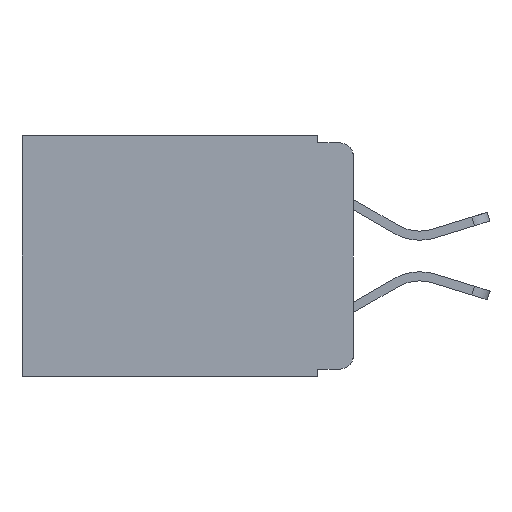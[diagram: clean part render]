
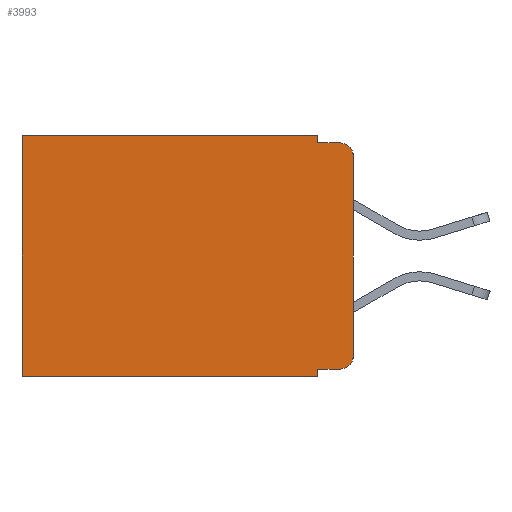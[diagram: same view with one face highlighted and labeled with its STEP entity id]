
A CAD part, left-side view. The second image highlights one B-rep face of the part: STEP entity #3993.
In plain terms, the highlighted planar face has unit normal (-1, 0, 0).
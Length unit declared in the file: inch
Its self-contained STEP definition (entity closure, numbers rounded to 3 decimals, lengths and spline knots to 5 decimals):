
#505 = CARTESIAN_POINT ( 'NONE',  ( 0.298, 0.051, -0.01 ) ) ;
#603 = CARTESIAN_POINT ( 'NONE',  ( 0.298, 0.051, -0.01 ) ) ;
#1037 = ORIENTED_EDGE ( 'NONE', *, *, #3574, .F. ) ;
#1347 = EDGE_CURVE ( 'NONE', #6287, #4050, #9616, .T. ) ;
#1476 = DIRECTION ( 'NONE',  ( 0., 1., 0. ) ) ;
#1656 = EDGE_CURVE ( 'NONE', #4599, #4756, #10070, .T. ) ;
#1712 = DIRECTION ( 'NONE',  ( 0., 0., -1. ) ) ;
#1917 = LINE ( 'NONE', #8210, #12494 ) ;
#1922 = VERTEX_POINT ( 'NONE', #4146 ) ;
#1934 = EDGE_CURVE ( 'NONE', #12492, #12184, #16047, .T. ) ;
#2347 = CARTESIAN_POINT ( 'NONE',  ( 0.298, 0.02, -0.333 ) ) ;
#2733 = PLANE ( 'NONE',  #11039 ) ;
#2923 = CARTESIAN_POINT ( 'NONE',  ( 0.298, 0.02, -0.03 ) ) ;
#2962 = CARTESIAN_POINT ( 'NONE',  ( 0.298, 0., -0.343 ) ) ;
#3314 = LINE ( 'NONE', #603, #5766 ) ;
#3493 = DIRECTION ( 'NONE',  ( 0., -1., 0. ) ) ;
#3522 = AXIS2_PLACEMENT_3D ( 'NONE', #2923, #4397, #4560 ) ;
#3574 = EDGE_CURVE ( 'NONE', #4599, #6287, #5542, .T. ) ;
#3993 = ADVANCED_FACE ( 'NONE', ( #4036 ), #2733, .F. ) ;
#4009 = EDGE_CURVE ( 'NONE', #4756, #1922, #15821, .T. ) ;
#4036 = FACE_OUTER_BOUND ( 'NONE', #6887, .T. ) ;
#4050 = VERTEX_POINT ( 'NONE', #8406 ) ;
#4146 = CARTESIAN_POINT ( 'NONE',  ( 0.298, 0., -0.313 ) ) ;
#4319 = VECTOR ( 'NONE', #7010, 39.37008 ) ;
#4326 = CARTESIAN_POINT ( 'NONE',  ( 0.298, 0., 0. ) ) ;
#4358 = DIRECTION ( 'NONE',  ( 0., 1., 0. ) ) ;
#4397 = DIRECTION ( 'NONE',  ( -1., 0., 0. ) ) ;
#4481 = CARTESIAN_POINT ( 'NONE',  ( 0.298, 0.051, 0. ) ) ;
#4494 = VECTOR ( 'NONE', #1476, 39.37008 ) ;
#4525 = CARTESIAN_POINT ( 'NONE',  ( 0.298, 0.051, -0.333 ) ) ;
#4560 = DIRECTION ( 'NONE',  ( 0., 0., -1. ) ) ;
#4599 = VERTEX_POINT ( 'NONE', #4525 ) ;
#4687 = DIRECTION ( 'NONE',  ( 0., 0., -1. ) ) ;
#4756 = VERTEX_POINT ( 'NONE', #2347 ) ;
#5043 = ORIENTED_EDGE ( 'NONE', *, *, #9061, .T. ) ;
#5542 = LINE ( 'NONE', #4481, #4319 ) ;
#5766 = VECTOR ( 'NONE', #3493, 39.37008 ) ;
#5963 = EDGE_CURVE ( 'NONE', #15252, #4050, #12480, .T. ) ;
#6287 = VERTEX_POINT ( 'NONE', #16673 ) ;
#6640 = VERTEX_POINT ( 'NONE', #13426 ) ;
#6887 = EDGE_LOOP ( 'NONE', ( #13545, #5043, #16967, #15736, #8439, #10376, #10325, #1037, #15084, #13661 ) ) ;
#7010 = DIRECTION ( 'NONE',  ( 0., 0., -1. ) ) ;
#7431 = VECTOR ( 'NONE', #1712, 39.37008 ) ;
#8137 = CARTESIAN_POINT ( 'NONE',  ( 0.298, 0., -0.03 ) ) ;
#8155 = VERTEX_POINT ( 'NONE', #8137 ) ;
#8210 = CARTESIAN_POINT ( 'NONE',  ( 0.298, 0., 0. ) ) ;
#8406 = CARTESIAN_POINT ( 'NONE',  ( 0.298, 0.473, -0.343 ) ) ;
#8439 = ORIENTED_EDGE ( 'NONE', *, *, #12122, .T. ) ;
#8455 = CARTESIAN_POINT ( 'NONE',  ( 0.298, 0.473, 0. ) ) ;
#9061 = EDGE_CURVE ( 'NONE', #8155, #6640, #11058, .T. ) ;
#9485 = DIRECTION ( 'NONE',  ( 0., 0., -1. ) ) ;
#9573 = EDGE_CURVE ( 'NONE', #12184, #6640, #3314, .T. ) ;
#9616 = LINE ( 'NONE', #2962, #4494 ) ;
#10070 = LINE ( 'NONE', #16882, #10914 ) ;
#10325 = ORIENTED_EDGE ( 'NONE', *, *, #1347, .F. ) ;
#10331 = DIRECTION ( 'NONE',  ( 0., -1., 0. ) ) ;
#10376 = ORIENTED_EDGE ( 'NONE', *, *, #5963, .T. ) ;
#10489 = AXIS2_PLACEMENT_3D ( 'NONE', #12064, #13488, #10755 ) ;
#10509 = CARTESIAN_POINT ( 'NONE',  ( 0.298, 0.051, 0. ) ) ;
#10755 = DIRECTION ( 'NONE',  ( 0., 0., -1. ) ) ;
#10914 = VECTOR ( 'NONE', #10331, 39.37008 ) ;
#11039 = AXIS2_PLACEMENT_3D ( 'NONE', #15672, #14363, #15058 ) ;
#11058 = CIRCLE ( 'NONE', #3522, 0.02 ) ;
#11327 = CARTESIAN_POINT ( 'NONE',  ( 0.298, 0.473, 0. ) ) ;
#11376 = EDGE_CURVE ( 'NONE', #8155, #1922, #16309, .T. ) ;
#12064 = CARTESIAN_POINT ( 'NONE',  ( 0.298, 0.02, -0.313 ) ) ;
#12122 = EDGE_CURVE ( 'NONE', #12492, #15252, #1917, .T. ) ;
#12184 = VERTEX_POINT ( 'NONE', #505 ) ;
#12243 = VECTOR ( 'NONE', #4687, 39.37008 ) ;
#12480 = LINE ( 'NONE', #11327, #12243 ) ;
#12492 = VERTEX_POINT ( 'NONE', #14734 ) ;
#12494 = VECTOR ( 'NONE', #4358, 39.37008 ) ;
#13426 = CARTESIAN_POINT ( 'NONE',  ( 0.298, 0.02, -0.01 ) ) ;
#13488 = DIRECTION ( 'NONE',  ( -1., 0., 0. ) ) ;
#13545 = ORIENTED_EDGE ( 'NONE', *, *, #11376, .F. ) ;
#13661 = ORIENTED_EDGE ( 'NONE', *, *, #4009, .T. ) ;
#14009 = VECTOR ( 'NONE', #9485, 39.37008 ) ;
#14363 = DIRECTION ( 'NONE',  ( 1., 0., 0. ) ) ;
#14734 = CARTESIAN_POINT ( 'NONE',  ( 0.298, 0.051, 0. ) ) ;
#15058 = DIRECTION ( 'NONE',  ( 0., 0., -1. ) ) ;
#15084 = ORIENTED_EDGE ( 'NONE', *, *, #1656, .T. ) ;
#15252 = VERTEX_POINT ( 'NONE', #8455 ) ;
#15672 = CARTESIAN_POINT ( 'NONE',  ( 0.298, 0., 0. ) ) ;
#15736 = ORIENTED_EDGE ( 'NONE', *, *, #1934, .F. ) ;
#15821 = CIRCLE ( 'NONE', #10489, 0.02 ) ;
#16047 = LINE ( 'NONE', #10509, #14009 ) ;
#16309 = LINE ( 'NONE', #4326, #7431 ) ;
#16673 = CARTESIAN_POINT ( 'NONE',  ( 0.298, 0.051, -0.343 ) ) ;
#16882 = CARTESIAN_POINT ( 'NONE',  ( 0.298, 0.051, -0.333 ) ) ;
#16967 = ORIENTED_EDGE ( 'NONE', *, *, #9573, .F. ) ;
